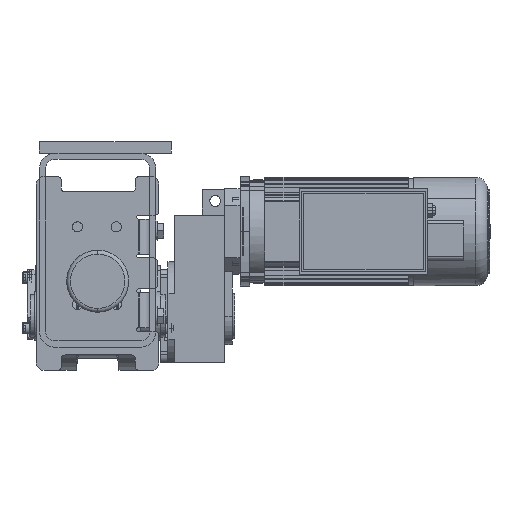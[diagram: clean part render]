
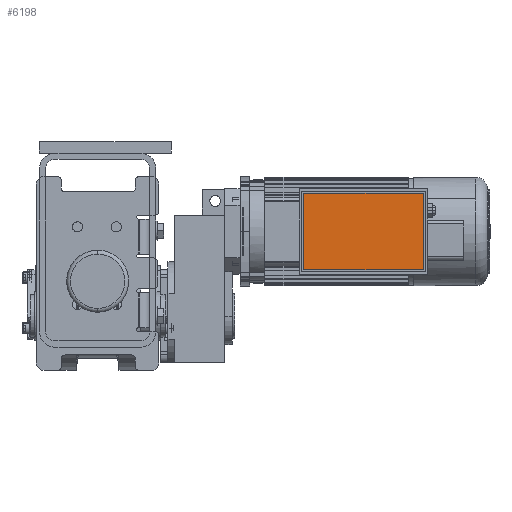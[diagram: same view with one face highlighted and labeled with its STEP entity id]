
A CAD part, front view. The second image highlights one B-rep face of the part: STEP entity #6198.
In plain terms, the highlighted planar face has unit normal (0, -1, 0).
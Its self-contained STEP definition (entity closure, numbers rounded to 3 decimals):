
#6198=ADVANCED_FACE('',(#12270),#12271,.T.);
#12270=FACE_OUTER_BOUND('',#20020,.T.);
#12271=PLANE('',#20021);
#20020=EDGE_LOOP('',(#32928,#32929,#32930,#32931));
#20021=AXIS2_PLACEMENT_3D('',#32932,#32933,#32934);
#32928=ORIENTED_EDGE('',*,*,#35780,.F.);
#32929=ORIENTED_EDGE('',*,*,#36415,.F.);
#32930=ORIENTED_EDGE('',*,*,#36698,.F.);
#32931=ORIENTED_EDGE('',*,*,#36045,.F.);
#32932=CARTESIAN_POINT('',(363.771,-272.,57.945));
#32933=DIRECTION('',(0.,-1.0,0.0));
#32934=DIRECTION('',(0.,0.,-1.0));
#35780=EDGE_CURVE('',#40441,#40439,#40443,.T.);
#36045=EDGE_CURVE('',#40439,#40825,#40826,.T.);
#36415=EDGE_CURVE('',#41325,#40441,#41327,.T.);
#36698=EDGE_CURVE('',#40825,#41325,#41682,.T.);
#40439=VERTEX_POINT('',#48219);
#40441=VERTEX_POINT('',#48222);
#40443=LINE('',#48225,#48226);
#40825=VERTEX_POINT('',#48961);
#40826=LINE('',#48962,#48963);
#41325=VERTEX_POINT('',#49623);
#41327=LINE('',#49626,#49627);
#41682=LINE('',#50339,#50340);
#48219=CARTESIAN_POINT('',(265.5,-272.,14.5));
#48222=CARTESIAN_POINT('',(419.5,-272.,14.5));
#48225=CARTESIAN_POINT('',(20.5,-272.0,14.5));
#48226=VECTOR('',#53579,1.0);
#48961=CARTESIAN_POINT('',(265.5,-272.,113.5));
#48962=CARTESIAN_POINT('',(265.5,-272.,280.55));
#48963=VECTOR('',#53948,1.0);
#49623=CARTESIAN_POINT('',(419.5,-272.,113.5));
#49626=CARTESIAN_POINT('',(419.5,-272.,280.55));
#49627=VECTOR('',#54420,1.0);
#50339=CARTESIAN_POINT('',(20.5,-272.0,113.5));
#50340=VECTOR('',#54772,1.0);
#53579=DIRECTION('',(-1.0,0.,0.));
#53948=DIRECTION('',(0.,0.,1.0));
#54420=DIRECTION('',(0.,0.,-1.0));
#54772=DIRECTION('',(1.0,0.,0.));
